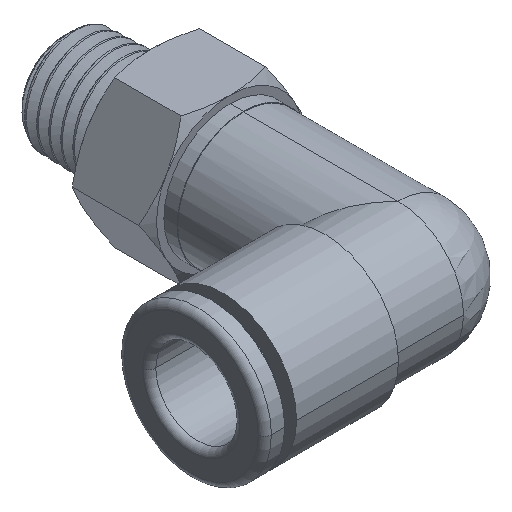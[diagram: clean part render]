
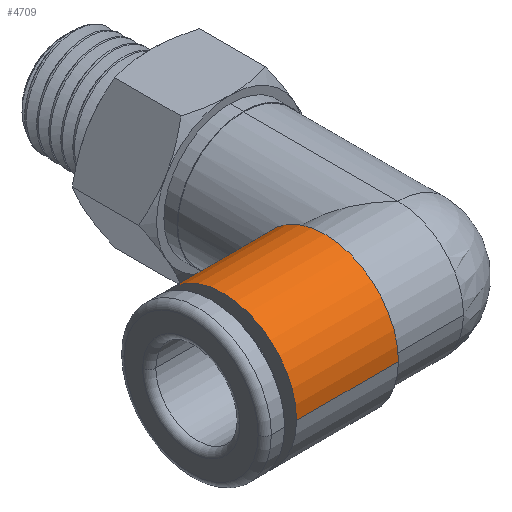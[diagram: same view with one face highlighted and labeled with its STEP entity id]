
A CAD part, isometric view. The second image highlights one B-rep face of the part: STEP entity #4709.
In plain terms, the highlighted cylindrical face has radius 5.55 mm (diameter 11.1 mm), a partial arc.
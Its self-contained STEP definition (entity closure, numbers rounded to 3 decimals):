
#15 = DIRECTION ( 'NONE',  ( 0., -1., 0. ) ) ;
#58 = AXIS2_PLACEMENT_3D ( 'NONE', #1921, #1888, #15 ) ;
#72 = VERTEX_POINT ( 'NONE', #4397 ) ;
#350 = CARTESIAN_POINT ( 'NONE',  ( 0., 0., 0. ) ) ;
#470 = ORIENTED_EDGE ( 'NONE', *, *, #4367, .F. ) ;
#514 = CARTESIAN_POINT ( 'NONE',  ( 0., 5.55, 0. ) ) ;
#713 = DIRECTION ( 'NONE',  ( 0., -1., 0. ) ) ;
#730 = VERTEX_POINT ( 'NONE', #2203 ) ;
#763 = EDGE_LOOP ( 'NONE', ( #1797, #3247, #2784, #470 ) ) ;
#822 = VERTEX_POINT ( 'NONE', #1858 ) ;
#914 = CARTESIAN_POINT ( 'NONE',  ( 0., -5.55, 0. ) ) ;
#1163 = CYLINDRICAL_SURFACE ( 'NONE', #3361, 5.55 ) ;
#1276 = DIRECTION ( 'NONE',  ( 0., -1., 0. ) ) ;
#1797 = ORIENTED_EDGE ( 'NONE', *, *, #3938, .T. ) ;
#1858 = CARTESIAN_POINT ( 'NONE',  ( 2.4, 5.55, 0. ) ) ;
#1888 = DIRECTION ( 'NONE',  ( -1., 0., 0. ) ) ;
#1921 = CARTESIAN_POINT ( 'NONE',  ( 2.4, 0., 0. ) ) ;
#2016 = EDGE_CURVE ( 'NONE', #730, #822, #3863, .T. ) ;
#2027 = CARTESIAN_POINT ( 'NONE',  ( 10.096, 0., 0. ) ) ;
#2133 = EDGE_CURVE ( 'NONE', #72, #822, #4177, .T. ) ;
#2179 = LINE ( 'NONE', #914, #2304 ) ;
#2203 = CARTESIAN_POINT ( 'NONE',  ( 2.4, -5.55, 0. ) ) ;
#2304 = VECTOR ( 'NONE', #3557, 1000. ) ;
#2341 = VECTOR ( 'NONE', #2400, 1000. ) ;
#2400 = DIRECTION ( 'NONE',  ( -1., 0., 0. ) ) ;
#2605 = FACE_OUTER_BOUND ( 'NONE', #763, .T. ) ;
#2612 = DIRECTION ( 'NONE',  ( -1., 0., 0. ) ) ;
#2784 = ORIENTED_EDGE ( 'NONE', *, *, #2016, .F. ) ;
#2838 = DIRECTION ( 'NONE',  ( -1., 0., 0. ) ) ;
#3147 = VERTEX_POINT ( 'NONE', #4730 ) ;
#3247 = ORIENTED_EDGE ( 'NONE', *, *, #2133, .T. ) ;
#3361 = AXIS2_PLACEMENT_3D ( 'NONE', #350, #2612, #713 ) ;
#3557 = DIRECTION ( 'NONE',  ( -1., 0., 0. ) ) ;
#3767 = AXIS2_PLACEMENT_3D ( 'NONE', #2027, #2838, #1276 ) ;
#3863 = CIRCLE ( 'NONE', #58, 5.55 ) ;
#3938 = EDGE_CURVE ( 'NONE', #3147, #72, #4442, .T. ) ;
#4177 = LINE ( 'NONE', #514, #2341 ) ;
#4367 = EDGE_CURVE ( 'NONE', #3147, #730, #2179, .T. ) ;
#4397 = CARTESIAN_POINT ( 'NONE',  ( 10.096, 5.55, 0. ) ) ;
#4442 = CIRCLE ( 'NONE', #3767, 5.55 ) ;
#4709 = ADVANCED_FACE ( 'NONE', ( #2605 ), #1163, .T. ) ;
#4730 = CARTESIAN_POINT ( 'NONE',  ( 10.096, -5.55, 0. ) ) ;
